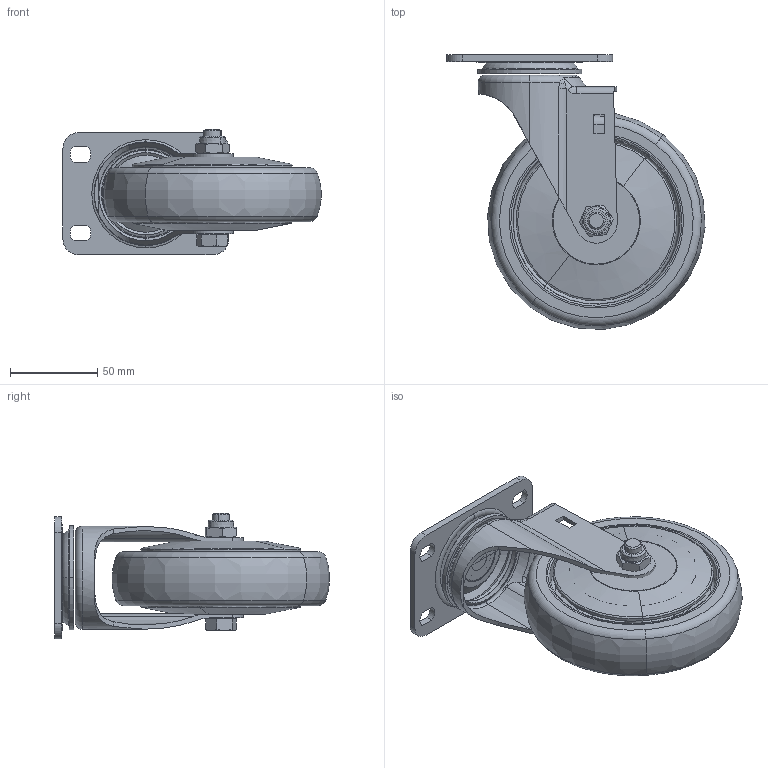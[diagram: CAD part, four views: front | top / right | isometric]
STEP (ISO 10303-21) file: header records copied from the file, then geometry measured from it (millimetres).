
FILE_DESCRIPTION (( 'STEP AP203' ), '1' );
FILE_NAME ('11390500172013.STEP', '2025-04-17T07:51:38', ( '20241006' ), ( '' ), 'SwSTEP 2.0', 'SolidWorks 2021', '' );
FILE_SCHEMA (( 'CONFIG_CONTROL_DESIGN' ));
Length unit declared in the file: millimetre
Products named in the file (12): hexagon head bolts gb_GB_FASTENER_BOLT_SB A M10X60-N^39____5______AQPU__(2)_39____5______AQPU__.STEP.STEP; 5_o_L___j^39____5______AQPU__(2)_39____5______AQPU__.STEP.STEP; 39_t_C___O^39____5______AQPU__(2)_39____5______AQPU__.STEP.STEP; 39____5____________.STEP.STEP; 39____5______AQPU__(2)^39____5______AQPU__.STEP.STEP; 5''''''''''''''''PPR__(______)^39____5____________.STEP.STEP; 514___m_w10.2__A_O^39____5____________.STEP.STEP; 39_t_C_____g_v^39____5______AQPU__(2)_39____5______AQPU__.STEP.STEP; 39_t_C_W___L^39____5______AQPU__(2)_39____5______AQPU__.STEP.STEP; 514___m_w10.2__A_O^39____5____________.STEP-0.STEP; 11390500172013; M10_2^39____5______AQPU__(2)_39____5______AQPU__.STEP.STEP
Assembly tree (11 placements, depth 3):
  11390500172013
    39____5______AQPU__(2)^39____5______AQPU__.STEP.STEP
      5_o_L___j^39____5______AQPU__(2)_39____5______AQPU__.STEP.STEP
      39_t_C_W___L^39____5______AQPU__(2)_39____5______AQPU__.STEP.STEP
      39_t_C_____g_v^39____5______AQPU__(2)_39____5______AQPU__.STEP.STEP
      39_t_C___O^39____5______AQPU__(2)_39____5______AQPU__.STEP.STEP
      M10_2^39____5______AQPU__(2)_39____5______AQPU__.STEP.STEP
      hexagon head bolts gb_GB_FASTENER_BOLT_SB A M10X60-N^39____5______AQPU__(2)_39____5______AQPU__.STEP.STEP
    39____5____________.STEP.STEP
      514___m_w10.2__A_O^39____5____________.STEP.STEP
      5''''''''''''''''PPR__(______)^39____5____________.STEP.STEP
      514___m_w10.2__A_O^39____5____________.STEP-0.STEP
Bounding box: 147.9 x 157.56 x 72 mm (x, y, z)
Volume: 243966 mm3; surface area: 110717.3 mm2
Topology: 9 solids, 9 shells, 314 faces, 728 edges, 441 vertices
Faces by surface type: cylinder 83, plane 83, cone 73, torus 53, bspline 22
Entity records: 12143 total; most frequent: CARTESIAN_POINT 3739, DIRECTION 1581, ORIENTED_EDGE 1448, EDGE_CURVE 724, AXIS2_PLACEMENT_3D 659, VERTEX_POINT 441, EDGE_LOOP 355, CIRCLE 351
